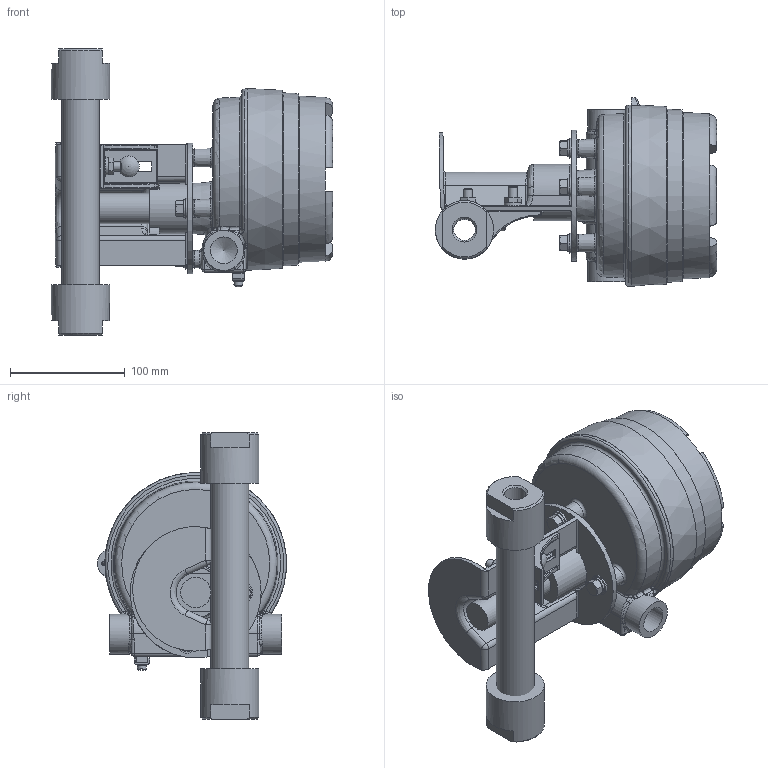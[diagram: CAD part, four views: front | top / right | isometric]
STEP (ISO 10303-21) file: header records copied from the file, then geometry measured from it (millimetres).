
FILE_DESCRIPTION(/* description */ (''),/* implementation_level */ '2;1');
FILE_NAME(/* name */ '',/* time_stamp */ '2015-12-22T16:00:24+01:00',/* author */ (''),/* organization */ (''),/* preprocessor_version */ 'ST-DEVELOPER v14',/* originating_system */ 'SIEMENS PLM Software NX 8.0',/* authorisation */ '');
FILE_SCHEMA (('CONFIG_CONTROL_DESIGN'));
Length unit declared in the file: millimetre
Products named in the file (1): 3809G_08_E_ABCD_3_BCDEFG_0_stp
Bounding box: 245.44 x 164.91 x 250 mm (x, y, z)
Volume: 2667322.1 mm3; surface area: 320427.5 mm2
Topology: 40 solids, 40 shells, 794 faces, 1802 edges, 1068 vertices
Faces by surface type: plane 306, cylinder 203, bspline 107, cone 87, torus 48, sphere 43
Full cylindrical faces by diameter (mm): 2.184 x2, 2.705 x1, 3.302 x1, 4.775 x1, 5.08 x2, 6 x3, 6.477 x1, 6.858 x4, 6.909 x5, 6.96 x1, 7.137 x1, 7.671 x1, 7.717 x5, 7.9 x3, 8.731 x6, 8.738 x8, 17.475 x8, 18.694 x2, 20 x1, 23.419 x2, 26.34 x1, 30 x2, 30.1 x2, 33 x1, 34.341 x1, 34.925 x2, 43.815 x1, 50.8 x2, 114.3 x1, 143.586 x1
Entity records: 24366 total; most frequent: CARTESIAN_POINT 8411, DIRECTION 3203, ORIENTED_EDGE 3074, EDGE_CURVE 1537, AXIS2_PLACEMENT_3D 1347, EDGE_LOOP 1033, VERTEX_POINT 1018, ADVANCED_FACE 794
